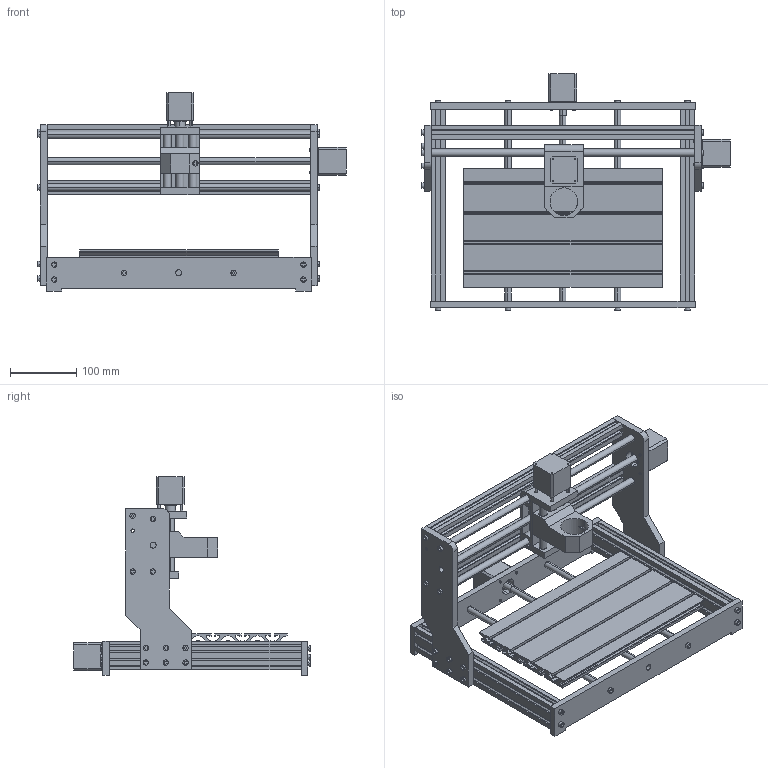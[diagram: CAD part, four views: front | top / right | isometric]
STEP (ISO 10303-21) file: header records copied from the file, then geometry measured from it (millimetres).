
FILE_DESCRIPTION (( 'STEP AP214' ), '1' );
FILE_NAME ('parte.STEP', '2021-05-05T09:13:33', ( '' ), ( '' ), 'SwSTEP 2.0', 'SolidWorks 2016', '' );
FILE_SCHEMA (( 'AUTOMOTIVE_DESIGN' ));
Length unit declared in the file: millimetre
Products named in the file (1): parte
Bounding box: 466.42 x 358 x 300.26 mm (x, y, z)
Volume: 2238023.6 mm3; surface area: 986160.7 mm2
Topology: 63 solids, 67 shells, 1564 faces, 3852 edges, 2568 vertices
Faces by surface type: plane 1082, cylinder 482
Entity records: 47254 total; most frequent: CARTESIAN_POINT 8187, DIRECTION 7942, ORIENTED_EDGE 7704, EDGE_CURVE 3852, VECTOR 2872, LINE 2872, VERTEX_POINT 2568, AXIS2_PLACEMENT_3D 2535
